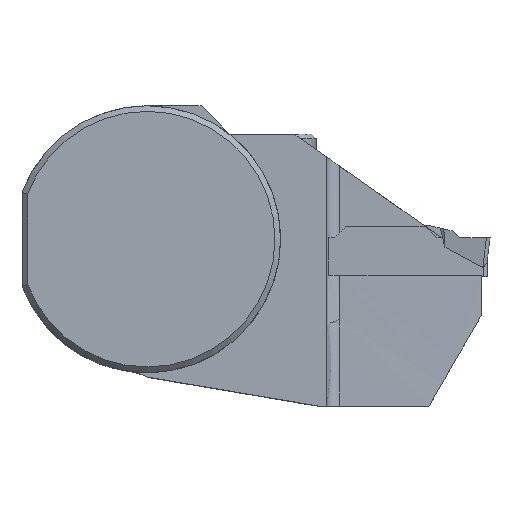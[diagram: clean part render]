
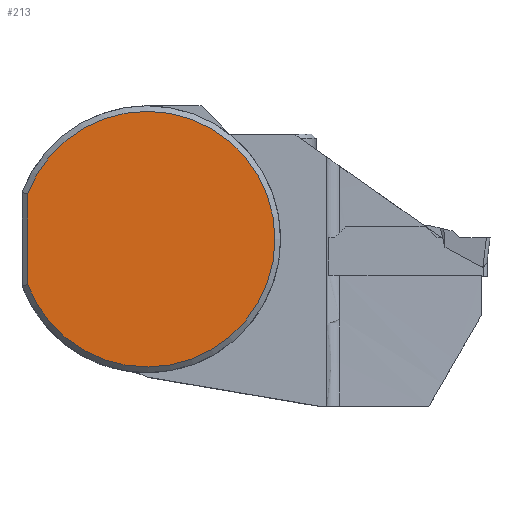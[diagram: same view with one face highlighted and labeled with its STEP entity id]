
A CAD part, top view. The second image highlights one B-rep face of the part: STEP entity #213.
In plain terms, the highlighted planar face has unit normal (0, 0, 1).
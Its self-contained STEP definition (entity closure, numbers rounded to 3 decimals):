
#159=CIRCLE('',#1483,15.325);
#213=ADVANCED_FACE('',(#326),#265,.F.);
#265=PLANE('',#1486);
#326=FACE_OUTER_BOUND('',#394,.T.);
#394=EDGE_LOOP('',(#740,#741));
#740=ORIENTED_EDGE('',*,*,#1081,.F.);
#741=ORIENTED_EDGE('',*,*,#1083,.T.);
#912=VERTEX_POINT('',#2416);
#913=VERTEX_POINT('',#2421);
#1081=EDGE_CURVE('',#913,#912,#1198,.T.);
#1083=EDGE_CURVE('',#913,#912,#159,.T.);
#1198=LINE('',#2422,#1315);
#1315=VECTOR('',#1793,1.);
#1483=AXIS2_PLACEMENT_3D('',#2427,#1801,#1802);
#1486=AXIS2_PLACEMENT_3D('',#2430,#1807,#1808);
#1793=DIRECTION('',(0.,1.,0.));
#1801=DIRECTION('',(0.,0.,1.));
#1802=DIRECTION('',(1.,0.,0.));
#1807=DIRECTION('',(0.,0.,-1.));
#1808=DIRECTION('',(1.,0.,0.));
#2416=CARTESIAN_POINT('',(-14.325,5.445,0.));
#2421=CARTESIAN_POINT('',(-14.325,-5.445,0.));
#2422=CARTESIAN_POINT('',(-14.325,16.,0.));
#2427=CARTESIAN_POINT('',(0.,0.,0.));
#2430=CARTESIAN_POINT('',(0.,0.,0.));
